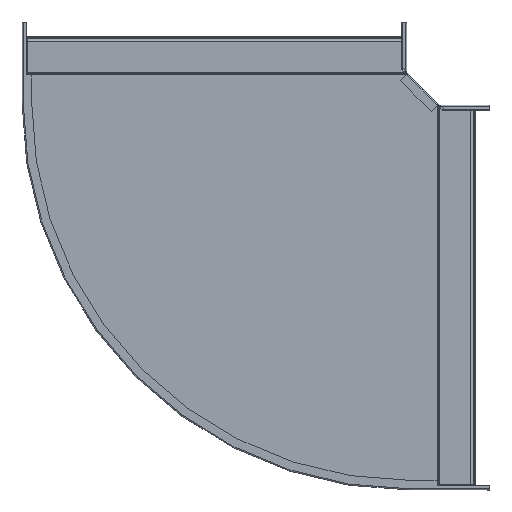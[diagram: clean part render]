
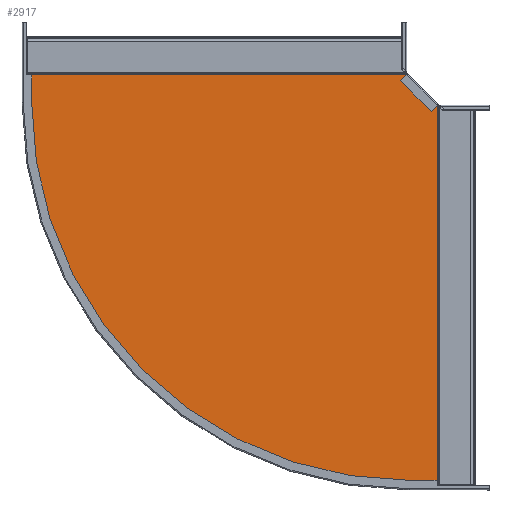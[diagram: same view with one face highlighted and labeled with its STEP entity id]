
A CAD part, front view. The second image highlights one B-rep face of the part: STEP entity #2917.
In plain terms, the highlighted planar face has unit normal (0, -1, 0).
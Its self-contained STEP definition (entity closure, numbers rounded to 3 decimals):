
#28 = EDGE_CURVE ( 'NONE', #4628, #704, #2575, .T. ) ;
#31 = ORIENTED_EDGE ( 'NONE', *, *, #1432, .F. ) ;
#360 = CARTESIAN_POINT ( 'NONE',  ( 75.912, -1., -611.412 ) ) ;
#506 = CARTESIAN_POINT ( 'NONE',  ( -12.021, -1., 12.021 ) ) ;
#570 = DIRECTION ( 'NONE',  ( 0.707, 0., -0.707 ) ) ;
#704 = VERTEX_POINT ( 'NONE', #2869 ) ;
#741 = LINE ( 'NONE', #4569, #1169 ) ;
#750 = LINE ( 'NONE', #360, #1323 ) ;
#1007 = EDGE_CURVE ( 'NONE', #2231, #1149, #3257, .T. ) ;
#1025 = CARTESIAN_POINT ( 'NONE',  ( -19.662, -1., -19.662 ) ) ;
#1116 = DIRECTION ( 'NONE',  ( -1., 0., 0. ) ) ;
#1149 = VERTEX_POINT ( 'NONE', #1964 ) ;
#1169 = VECTOR ( 'NONE', #4145, 1000. ) ;
#1182 = DIRECTION ( 'NONE',  ( 0., 0., -1. ) ) ;
#1205 = ORIENTED_EDGE ( 'NONE', *, *, #1007, .T. ) ;
#1311 = ORIENTED_EDGE ( 'NONE', *, *, #5165, .F. ) ;
#1323 = VECTOR ( 'NONE', #2456, 1000. ) ;
#1421 = ORIENTED_EDGE ( 'NONE', *, *, #1850, .F. ) ;
#1432 = EDGE_CURVE ( 'NONE', #704, #2462, #750, .T. ) ;
#1452 = VECTOR ( 'NONE', #4881, 1000. ) ;
#1638 = CARTESIAN_POINT ( 'NONE',  ( -19.662, -1., 24.048 ) ) ;
#1696 = CARTESIAN_POINT ( 'NONE',  ( -24.048, -1., 24.048 ) ) ;
#1850 = EDGE_CURVE ( 'NONE', #2381, #3334, #3020, .T. ) ;
#1886 = CARTESIAN_POINT ( 'NONE',  ( -19.662, -1., -617.912 ) ) ;
#1897 = DIRECTION ( 'NONE',  ( 0., -1., 0. ) ) ;
#1964 = CARTESIAN_POINT ( 'NONE',  ( -617.912, -1., 23.412 ) ) ;
#1973 = DIRECTION ( 'NONE',  ( -1., 0., 0. ) ) ;
#1985 = VECTOR ( 'NONE', #3207, 1000. ) ;
#2224 = DIRECTION ( 'NONE',  ( 0., 0., -1. ) ) ;
#2231 = VERTEX_POINT ( 'NONE', #2787 ) ;
#2244 = VECTOR ( 'NONE', #570, 1000. ) ;
#2358 = CARTESIAN_POINT ( 'NONE',  ( 24.048, -1., -24.048 ) ) ;
#2381 = VERTEX_POINT ( 'NONE', #3533 ) ;
#2423 = DIRECTION ( 'NONE',  ( 0., 1., 0. ) ) ;
#2446 = ORIENTED_EDGE ( 'NONE', *, *, #28, .F. ) ;
#2456 = DIRECTION ( 'NONE',  ( -1., 0., 0. ) ) ;
#2462 = VERTEX_POINT ( 'NONE', #3090 ) ;
#2575 = LINE ( 'NONE', #5178, #4716 ) ;
#2625 = ORIENTED_EDGE ( 'NONE', *, *, #4929, .T. ) ;
#2734 = CARTESIAN_POINT ( 'NONE',  ( -617.912, -1., -19.662 ) ) ;
#2781 = DIRECTION ( 'NONE',  ( 0., 0., -1. ) ) ;
#2787 = CARTESIAN_POINT ( 'NONE',  ( -611.412, -1., 23.412 ) ) ;
#2797 = FACE_OUTER_BOUND ( 'NONE', #4373, .T. ) ;
#2800 = CARTESIAN_POINT ( 'NONE',  ( -617.912, -1., -19.662 ) ) ;
#2818 = CARTESIAN_POINT ( 'NONE',  ( -611.412, -1., 24.048 ) ) ;
#2863 = ORIENTED_EDGE ( 'NONE', *, *, #3926, .T. ) ;
#2869 = CARTESIAN_POINT ( 'NONE',  ( 24.048, -1., -611.412 ) ) ;
#2917 = ADVANCED_FACE ( 'NONE', ( #2797 ), #3932, .T. ) ;
#2980 = ORIENTED_EDGE ( 'NONE', *, *, #4587, .F. ) ;
#3020 = CIRCLE ( 'NONE', #4441, 598.25 ) ;
#3079 = ORIENTED_EDGE ( 'NONE', *, *, #4469, .F. ) ;
#3090 = CARTESIAN_POINT ( 'NONE',  ( 23.412, -1., -611.412 ) ) ;
#3152 = LINE ( 'NONE', #2734, #1452 ) ;
#3171 = LINE ( 'NONE', #506, #2244 ) ;
#3207 = DIRECTION ( 'NONE',  ( 1., 0., 0. ) ) ;
#3257 = LINE ( 'NONE', #5035, #4728 ) ;
#3310 = AXIS2_PLACEMENT_3D ( 'NONE', #1025, #1897, #2224 ) ;
#3322 = VECTOR ( 'NONE', #1973, 1000. ) ;
#3334 = VERTEX_POINT ( 'NONE', #2800 ) ;
#3533 = CARTESIAN_POINT ( 'NONE',  ( -19.662, -1., -617.912 ) ) ;
#3882 = VERTEX_POINT ( 'NONE', #4541 ) ;
#3926 = EDGE_CURVE ( 'NONE', #4924, #2231, #741, .T. ) ;
#3932 = PLANE ( 'NONE',  #3310 ) ;
#4145 = DIRECTION ( 'NONE',  ( 0., 0., -1. ) ) ;
#4149 = CARTESIAN_POINT ( 'NONE',  ( -19.662, -1., -19.662 ) ) ;
#4272 = DIRECTION ( 'NONE',  ( 0., 0., -1. ) ) ;
#4373 = EDGE_LOOP ( 'NONE', ( #3079, #2625, #2863, #1205, #1311, #1421, #4413, #2980, #31, #2446 ) ) ;
#4413 = ORIENTED_EDGE ( 'NONE', *, *, #5179, .T. ) ;
#4441 = AXIS2_PLACEMENT_3D ( 'NONE', #4149, #2423, #1182 ) ;
#4469 = EDGE_CURVE ( 'NONE', #5091, #4628, #3171, .T. ) ;
#4541 = CARTESIAN_POINT ( 'NONE',  ( 23.412, -1., -617.912 ) ) ;
#4569 = CARTESIAN_POINT ( 'NONE',  ( -611.412, -1., 75.912 ) ) ;
#4587 = EDGE_CURVE ( 'NONE', #2462, #3882, #5438, .T. ) ;
#4624 = LINE ( 'NONE', #1638, #3322 ) ;
#4628 = VERTEX_POINT ( 'NONE', #2358 ) ;
#4716 = VECTOR ( 'NONE', #4272, 1000. ) ;
#4728 = VECTOR ( 'NONE', #1116, 1000. ) ;
#4881 = DIRECTION ( 'NONE',  ( 0., 0., 1. ) ) ;
#4911 = LINE ( 'NONE', #1886, #1985 ) ;
#4924 = VERTEX_POINT ( 'NONE', #2818 ) ;
#4929 = EDGE_CURVE ( 'NONE', #5091, #4924, #4624, .T. ) ;
#4936 = VECTOR ( 'NONE', #2781, 1000. ) ;
#5035 = CARTESIAN_POINT ( 'NONE',  ( -617.912, -1., 23.412 ) ) ;
#5091 = VERTEX_POINT ( 'NONE', #1696 ) ;
#5165 = EDGE_CURVE ( 'NONE', #3334, #1149, #3152, .T. ) ;
#5178 = CARTESIAN_POINT ( 'NONE',  ( 24.048, -1., -19.662 ) ) ;
#5179 = EDGE_CURVE ( 'NONE', #2381, #3882, #4911, .T. ) ;
#5384 = CARTESIAN_POINT ( 'NONE',  ( 23.412, -1., -617.912 ) ) ;
#5438 = LINE ( 'NONE', #5384, #4936 ) ;
